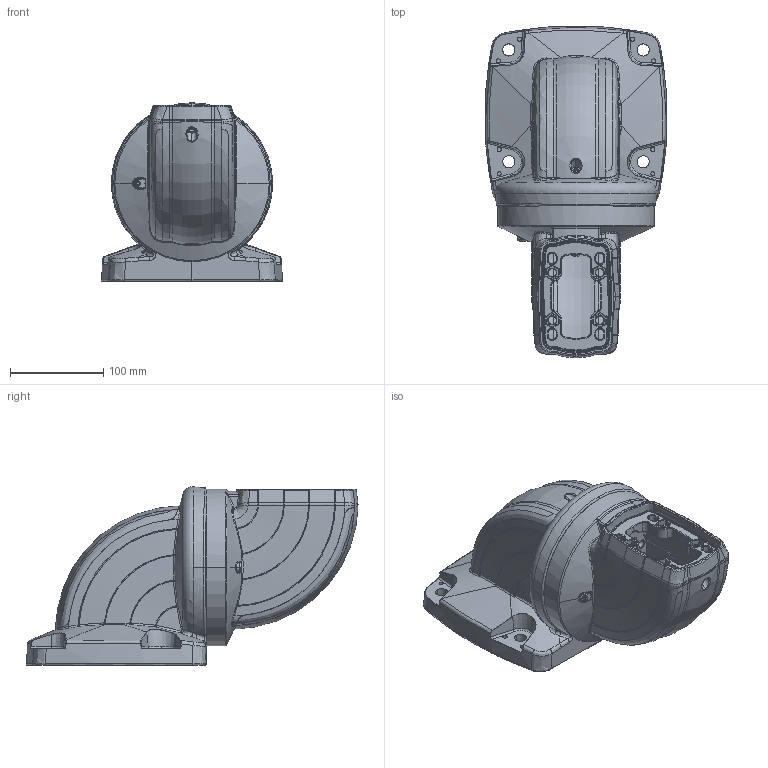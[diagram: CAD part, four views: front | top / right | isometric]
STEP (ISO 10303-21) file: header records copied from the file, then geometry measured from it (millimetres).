
FILE_DESCRIPTION (( 'STEP AP203' ), '1' );
FILE_NAME ('TK120.700.STEP', '2016-05-06T12:00:01', ( '' ), ( '' ), 'SwSTEP 2.0', 'SolidWorks 2013', '' );
FILE_SCHEMA (( 'CONFIG_CONTROL_DESIGN' ));
Length unit declared in the file: millimetre
Products named in the file (1): TK120.700
Bounding box: 195.28 x 356.29 x 191.48 mm (x, y, z)
Volume: 2170179.9 mm3; surface area: 466884.5 mm2
Topology: 5 solids, 38 shells, 2912 faces, 6990 edges, 4064 vertices
Faces by surface type: bspline 1398, cone 527, torus 388, cylinder 307, plane 251, sphere 41
Entity records: 155288 total; most frequent: CARTESIAN_POINT 98914, ORIENTED_EDGE 13646, DIRECTION 9223, EDGE_CURVE 6823, VERTEX_POINT 4060, AXIS2_PLACEMENT_3D 4056, EDGE_LOOP 3041, B_SPLINE_CURVE_WITH_KNOTS 2976
